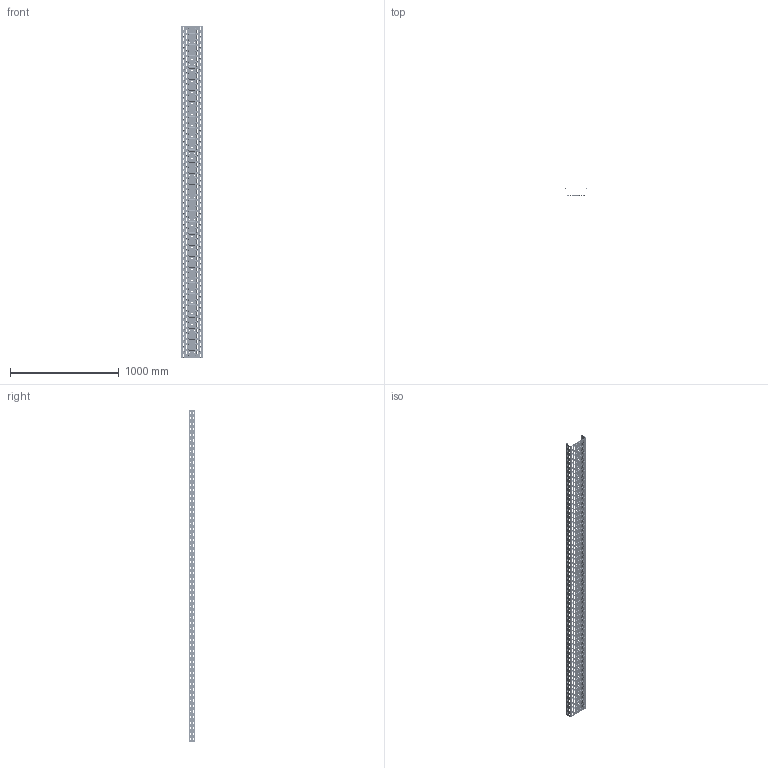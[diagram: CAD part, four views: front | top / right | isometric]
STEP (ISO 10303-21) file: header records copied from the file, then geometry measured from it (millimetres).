
FILE_DESCRIPTION (( 'STEP AP214' ), '1' );
FILE_NAME ('6048816.stp', '2024-01-05T10:12:53', ( '' ), ( '' ), 'SwSTEP 2.0', 'SolidWorks 2022', '' );
FILE_SCHEMA (( 'AUTOMOTIVE_DESIGN' ));
Products named in the file (1): 6048816
Bounding box: 200 x 62.09 x 3050.4 mm (x, y, z)
Volume: 724246.2 mm3; surface area: 2038375.4 mm2
Topology: 1 solids, 1 shells, 4989 faces, 13171 edges, 8780 vertices
Faces by surface type: plane 2774, cone 1192, cylinder 1023
Full cylindrical faces by diameter (mm): 5 x30, 11 x29
Entity records: 156916 total; most frequent: DIRECTION 27492, CARTESIAN_POINT 26822, ORIENTED_EDGE 26164, EDGE_CURVE 13082, AXIS2_PLACEMENT_3D 9420, VERTEX_POINT 8750, LINE 8652, VECTOR 8652
